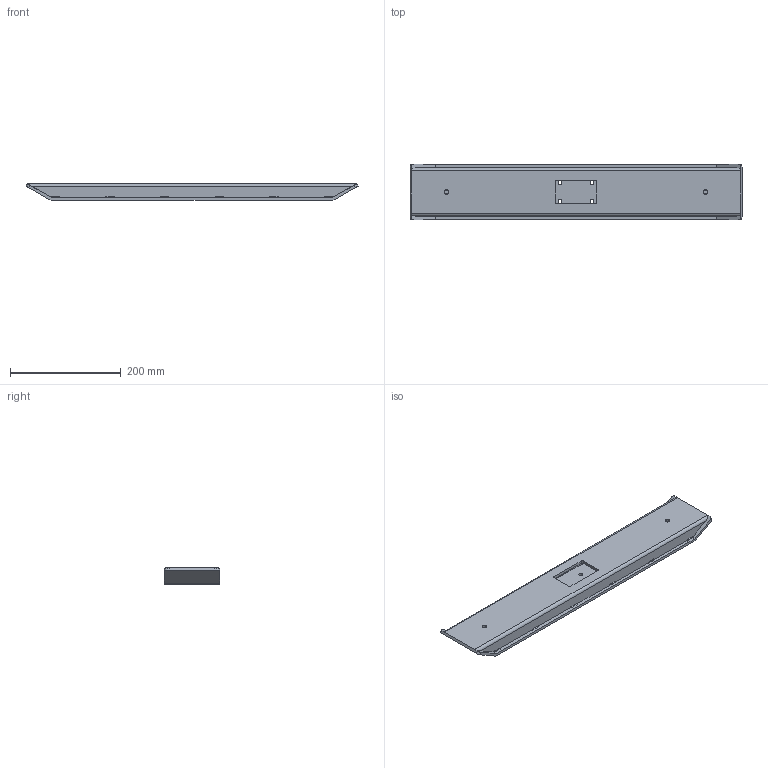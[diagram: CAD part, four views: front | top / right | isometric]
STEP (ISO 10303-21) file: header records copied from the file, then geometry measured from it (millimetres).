
FILE_DESCRIPTION((''),'2;1');
FILE_NAME('JC35TS-1150','2021-01-06T16:15:45',('sa'),('捷昌驱动'),'CREO PARAMETRIC BY PTC INC, 2018100','CREO PARAMETRIC BY PTC INC, 2018100','');
FILE_SCHEMA(('CONFIG_CONTROL_DESIGN'));
Length unit declared in the file: millimetre
Products named in the file (1): JC35TS-1150
Bounding box: 600 x 100 x 30 mm (x, y, z)
Volume: 645673.8 mm3; surface area: 260243.9 mm2
Topology: 1 solids, 15 shells, 68 faces, 200 edges, 148 vertices
Faces by surface type: plane 38, cylinder 30
Entity records: 2345 total; most frequent: CARTESIAN_POINT 443, DIRECTION 390, ORIENTED_EDGE 344, EDGE_CURVE 200, VERTEX_POINT 148, VECTOR 140, LINE 140, AXIS2_PLACEMENT_3D 125
